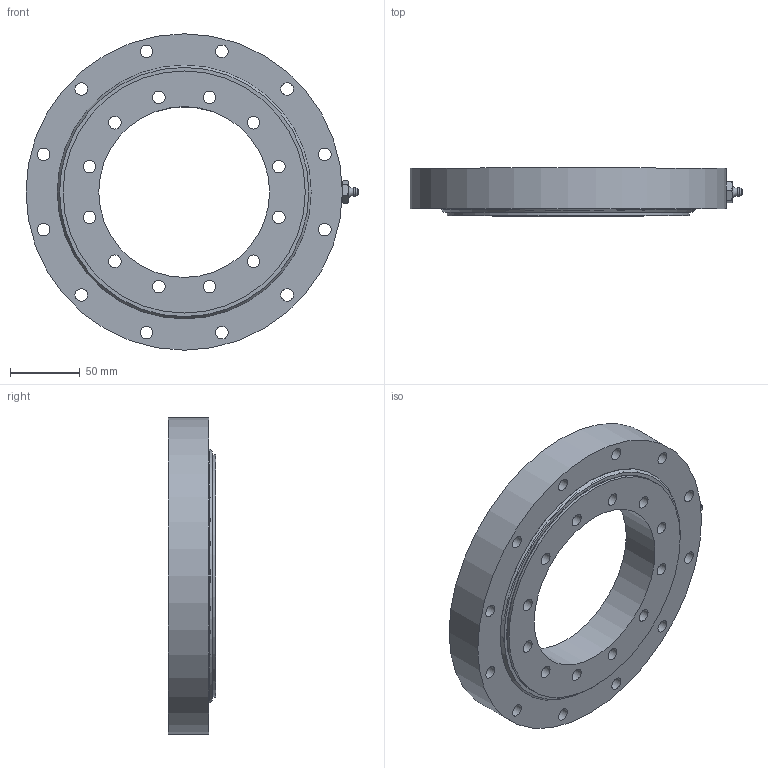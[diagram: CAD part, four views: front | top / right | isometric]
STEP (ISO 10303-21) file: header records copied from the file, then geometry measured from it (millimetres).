
FILE_DESCRIPTION(/* description */ (''),/* implementation_level */ '2;1');
FILE_NAME(/* name */ '30P.0174.13.000.stp',/* time_stamp */ '2025-06-05T15:20:25-04:00',/* author */ ('richard.potesta'),/* organization */ (''),/* preprocessor_version */ 'ST-DEVELOPER v20.1',/* originating_system */ 'Autodesk Inventor 2026',/* authorisation */ '');
FILE_SCHEMA (('AUTOMOTIVE_DESIGN { 1 0 10303 214 3 1 1 }'));
Length unit declared in the file: inch
Products named in the file (3): 30P.0174.13.000; 30P.0174.13.000_1; HGF-11 Steel
Assembly tree (2 placements, depth 2):
  30P.0174.13.000
    30P.0174.13.000_1
    HGF-11 Steel
Bounding box: 237.17 x 34.01 x 226.01 mm (x, y, z)
Volume: 731571.5 mm3; surface area: 181979.7 mm2
Topology: 30 solids, 30 shells, 134 faces, 322 edges, 211 vertices
Faces by surface type: cylinder 46, plane 27, sphere 26, cone 16, torus 15, bspline 4
Full cylindrical faces by diameter (mm): 1.587 x1, 2.778 x1, 8.992 x24, 13.487 x2, 121.996 x1, 169.024 x2, 172.987 x4, 173.78 x1, 174.225 x1, 175.019 x4, 178.981 x2, 226.009 x1
Entity records: 4296 total; most frequent: CARTESIAN_POINT 1095, DIRECTION 660, ORIENTED_EDGE 544, AXIS2_PLACEMENT_3D 297, EDGE_CURVE 272, VERTEX_POINT 211, EDGE_LOOP 205, CIRCLE 162
